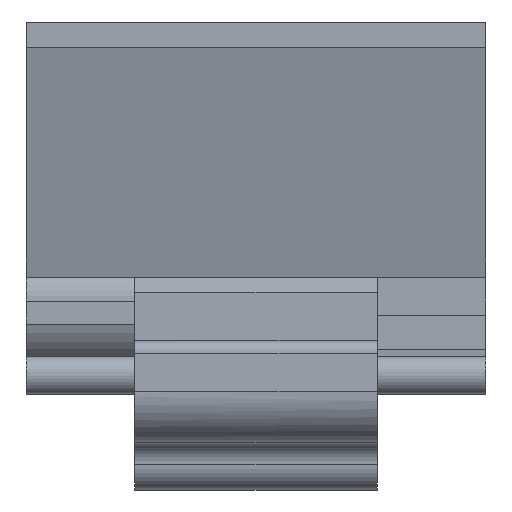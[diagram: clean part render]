
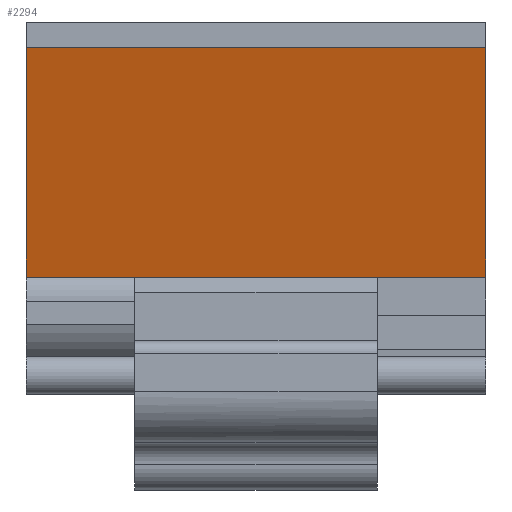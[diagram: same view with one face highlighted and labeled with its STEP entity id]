
A CAD part, front view. The second image highlights one B-rep face of the part: STEP entity #2294.
In plain terms, the highlighted planar face has unit normal (0, -0.966, -0.259).
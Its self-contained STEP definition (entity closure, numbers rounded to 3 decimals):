
#2286=AXIS2_PLACEMENT_3D('Plane Axis2P3D',#2283,#2284,#2285) ;
#1400=CARTESIAN_POINT('Vertex',(0.,2.412,8.35)) ;
#1403=CARTESIAN_POINT('Line Origine',(0.,1.206,12.85)) ;
#1407=CARTESIAN_POINT('Vertex',(0.,0.,17.35)) ;
#1545=CARTESIAN_POINT('Vertex',(18.,0.,17.35)) ;
#1548=CARTESIAN_POINT('Line Origine',(18.,1.206,12.85)) ;
#1552=CARTESIAN_POINT('Vertex',(18.,2.412,8.35)) ;
#1894=CARTESIAN_POINT('Line Origine',(9.,2.412,8.35)) ;
#2265=CARTESIAN_POINT('Line Origine',(9.,0.,17.35)) ;
#2283=CARTESIAN_POINT('Axis2P3D Location',(9.,0.,17.35)) ;
#1404=DIRECTION('Vector Direction',(0.,0.259,-0.966)) ;
#1549=DIRECTION('Vector Direction',(0.,0.259,-0.966)) ;
#1895=DIRECTION('Vector Direction',(1.,0.,0.)) ;
#2266=DIRECTION('Vector Direction',(1.,0.,0.)) ;
#2284=DIRECTION('Axis2P3D Direction',(0.,-0.966,-0.259)) ;
#2285=DIRECTION('Axis2P3D XDirection',(0.,0.259,-0.966)) ;
#1405=VECTOR('Line Direction',#1404,1.) ;
#1550=VECTOR('Line Direction',#1549,1.) ;
#1896=VECTOR('Line Direction',#1895,1.) ;
#2267=VECTOR('Line Direction',#2266,1.) ;
#2289=ORIENTED_EDGE('',*,*,#1409,.T.) ;
#2290=ORIENTED_EDGE('',*,*,#1898,.T.) ;
#2291=ORIENTED_EDGE('',*,*,#1554,.F.) ;
#2292=ORIENTED_EDGE('',*,*,#2269,.F.) ;
#2294=ADVANCED_FACE('V1',(#2293),#2287,.T.) ;
#1409=EDGE_CURVE('',#1408,#1401,#1406,.T.) ;
#1554=EDGE_CURVE('',#1546,#1553,#1551,.T.) ;
#1898=EDGE_CURVE('',#1401,#1553,#1897,.T.) ;
#2269=EDGE_CURVE('',#1408,#1546,#2268,.T.) ;
#2288=EDGE_LOOP('',(#2289,#2290,#2291,#2292)) ;
#2293=FACE_OUTER_BOUND('',#2288,.T.) ;
#1406=LINE('Line',#1403,#1405) ;
#1551=LINE('Line',#1548,#1550) ;
#1897=LINE('Line',#1894,#1896) ;
#2268=LINE('Line',#2265,#2267) ;
#2287=PLANE('',#2286) ;
#1401=VERTEX_POINT('',#1400) ;
#1408=VERTEX_POINT('',#1407) ;
#1546=VERTEX_POINT('',#1545) ;
#1553=VERTEX_POINT('',#1552) ;
